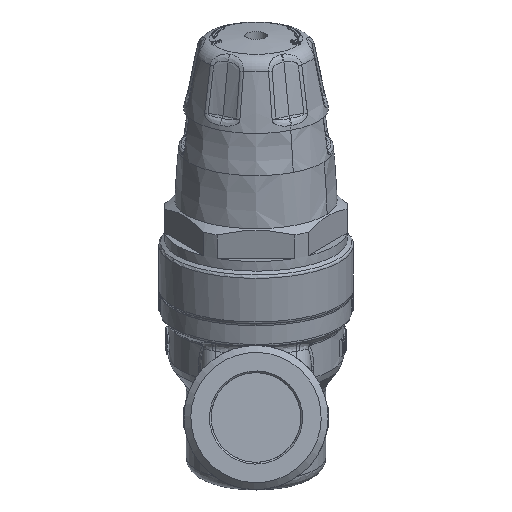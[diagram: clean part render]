
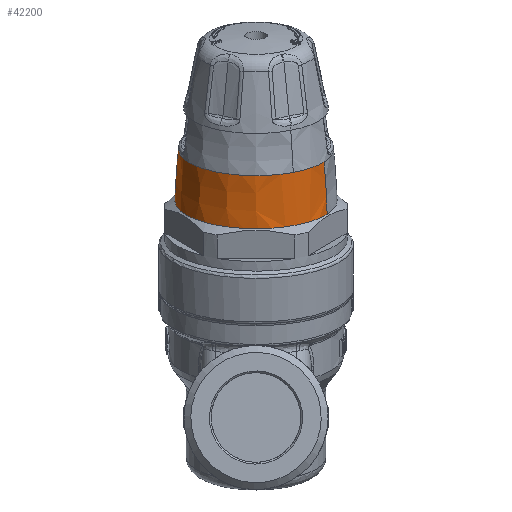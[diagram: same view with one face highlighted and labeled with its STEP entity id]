
A CAD part, front view. The second image highlights one B-rep face of the part: STEP entity #42200.
In plain terms, the highlighted free-form (B-spline) face has degree [3, 2] with [4, 11] control points.
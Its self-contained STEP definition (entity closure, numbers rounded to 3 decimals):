
#33=(
BOUNDED_SURFACE()
B_SPLINE_SURFACE(3,2,((#90051,#90052,#90053,#90054,#90055,#90056,#90057,
#90058,#90059,#90060,#90061),(#90062,#90063,#90064,#90065,#90066,#90067,
#90068,#90069,#90070,#90071,#90072),(#90073,#90074,#90075,#90076,#90077,
#90078,#90079,#90080,#90081,#90082,#90083),(#90084,#90085,#90086,#90087,
#90088,#90089,#90090,#90091,#90092,#90093,#90094)),.UNSPECIFIED.,.F.,.T.,
 .F.)
B_SPLINE_SURFACE_WITH_KNOTS((4,4),(3,2,2,2,2,3),(7.588,23.622),
(5.77,6.283,7.854,9.425,10.996,
12.053),.UNSPECIFIED.)
GEOMETRIC_REPRESENTATION_ITEM()
RATIONAL_B_SPLINE_SURFACE(((0.871,0.904,1.,0.707,
1.,0.707,1.,0.707,1.,0.803,0.871),
(0.871,0.904,1.,0.707,1.,0.707,
1.,0.707,1.,0.803,0.871),(0.871,
0.904,1.,0.707,1.,0.707,1.,0.707,
1.,0.803,0.871),(0.871,0.904,
1.,0.707,1.,0.707,1.,0.707,1.,0.803,
0.871)))
REPRESENTATION_ITEM('')
SURFACE()
);
#3451=CIRCLE('',#46887,0.886);
#3453=CIRCLE('',#46889,0.886);
#3519=CIRCLE('',#47035,0.925);
#3520=CIRCLE('',#47036,9.843);
#3521=CIRCLE('',#47037,9.843);
#7034=FACE_OUTER_BOUND('',#9671,.T.);
#9671=EDGE_LOOP('',(#36350,#36351,#36352,#36353,#36354));
#19209=VERTEX_POINT('',#86988);
#19210=VERTEX_POINT('',#86990);
#19211=VERTEX_POINT('',#87037);
#19339=VERTEX_POINT('',#90095);
#19340=VERTEX_POINT('',#90096);
#24921=EDGE_CURVE('',#19209,#19210,#3451,.T.);
#24923=EDGE_CURVE('',#19210,#19211,#3453,.T.);
#25125=EDGE_CURVE('',#19339,#19340,#3519,.T.);
#25126=EDGE_CURVE('',#19339,#19211,#3520,.T.);
#25127=EDGE_CURVE('',#19340,#19209,#3521,.T.);
#36350=ORIENTED_EDGE('',*,*,#25125,.F.);
#36351=ORIENTED_EDGE('',*,*,#25126,.T.);
#36352=ORIENTED_EDGE('',*,*,#24923,.F.);
#36353=ORIENTED_EDGE('',*,*,#24921,.F.);
#36354=ORIENTED_EDGE('',*,*,#25127,.F.);
#42200=ADVANCED_FACE('',(#7034),#33,.F.);
#46887=AXIS2_PLACEMENT_3D('',#86991,#58006,#58007);
#46889=AXIS2_PLACEMENT_3D('',#87038,#58010,#58011);
#47035=AXIS2_PLACEMENT_3D('',#90097,#58343,#58344);
#47036=AXIS2_PLACEMENT_3D('',#90098,#58345,#58346);
#47037=AXIS2_PLACEMENT_3D('',#90099,#58347,#58348);
#58006=DIRECTION('center_axis',(0.,-0.342,0.94));
#58007=DIRECTION('ref_axis',(-1.,0.,0.));
#58010=DIRECTION('center_axis',(0.,-0.342,0.94));
#58011=DIRECTION('ref_axis',(-1.,0.,0.));
#58343=DIRECTION('center_axis',(0.,0.342,-0.94));
#58344=DIRECTION('ref_axis',(1.,0.,0.));
#58345=DIRECTION('center_axis',(-0.479,-0.825,-0.3));
#58346=DIRECTION('ref_axis',(0.874,-0.481,-0.075));
#58347=DIRECTION('center_axis',(0.479,0.825,0.3));
#58348=DIRECTION('ref_axis',(-0.874,0.416,0.252));
#86988=CARTESIAN_POINT('',(-0.777,-0.673,3.091));
#86990=CARTESIAN_POINT('',(0.425,-1.803,2.679));
#86991=CARTESIAN_POINT('Origin',(0.,-1.072,2.945));
#87037=CARTESIAN_POINT('',(0.777,-1.471,2.8));
#87038=CARTESIAN_POINT('Origin',(0.,-1.072,2.945));
#90051=CARTESIAN_POINT('Ctrl Pts',(-0.812,-0.44,
2.505));
#90052=CARTESIAN_POINT('Ctrl Pts',(-0.925,-0.635,
2.434));
#90053=CARTESIAN_POINT('Ctrl Pts',(-0.925,-0.857,
2.353));
#90054=CARTESIAN_POINT('Ctrl Pts',(-0.925,-1.726,
2.037));
#90055=CARTESIAN_POINT('Ctrl Pts',(0.,-1.726,
2.037));
#90056=CARTESIAN_POINT('Ctrl Pts',(0.925,-1.726,
2.037));
#90057=CARTESIAN_POINT('Ctrl Pts',(0.925,-0.857,
2.353));
#90058=CARTESIAN_POINT('Ctrl Pts',(0.925,0.013,
2.67));
#90059=CARTESIAN_POINT('Ctrl Pts',(0.,0.013,
2.67));
#90060=CARTESIAN_POINT('Ctrl Pts',(-0.549,0.013,
2.67));
#90061=CARTESIAN_POINT('Ctrl Pts',(-0.812,-0.44,
2.505));
#90062=CARTESIAN_POINT('Ctrl Pts',(-0.806,-0.515,
2.702));
#90063=CARTESIAN_POINT('Ctrl Pts',(-0.919,-0.708,
2.631));
#90064=CARTESIAN_POINT('Ctrl Pts',(-0.919,-0.929,
2.551));
#90065=CARTESIAN_POINT('Ctrl Pts',(-0.919,-1.792,
2.237));
#90066=CARTESIAN_POINT('Ctrl Pts',(0.,-1.792,
2.237));
#90067=CARTESIAN_POINT('Ctrl Pts',(0.919,-1.792,
2.237));
#90068=CARTESIAN_POINT('Ctrl Pts',(0.919,-0.929,
2.551));
#90069=CARTESIAN_POINT('Ctrl Pts',(0.919,-0.065,
2.865));
#90070=CARTESIAN_POINT('Ctrl Pts',(0.,-0.065,
2.865));
#90071=CARTESIAN_POINT('Ctrl Pts',(-0.545,-0.065,
2.865));
#90072=CARTESIAN_POINT('Ctrl Pts',(-0.806,-0.515,
2.702));
#90073=CARTESIAN_POINT('Ctrl Pts',(-0.795,-0.592,
2.897));
#90074=CARTESIAN_POINT('Ctrl Pts',(-0.906,-0.783,
2.828));
#90075=CARTESIAN_POINT('Ctrl Pts',(-0.906,-1.,
2.748));
#90076=CARTESIAN_POINT('Ctrl Pts',(-0.906,-1.851,
2.439));
#90077=CARTESIAN_POINT('Ctrl Pts',(0.,-1.851,
2.439));
#90078=CARTESIAN_POINT('Ctrl Pts',(0.906,-1.851,
2.439));
#90079=CARTESIAN_POINT('Ctrl Pts',(0.906,-1.,
2.748));
#90080=CARTESIAN_POINT('Ctrl Pts',(0.906,-0.149,
3.058));
#90081=CARTESIAN_POINT('Ctrl Pts',(0.,-0.149,
3.058));
#90082=CARTESIAN_POINT('Ctrl Pts',(-0.537,-0.149,
3.058));
#90083=CARTESIAN_POINT('Ctrl Pts',(-0.795,-0.592,
2.897));
#90084=CARTESIAN_POINT('Ctrl Pts',(-0.777,-0.673,
3.091));
#90085=CARTESIAN_POINT('Ctrl Pts',(-0.886,-0.859,
3.023));
#90086=CARTESIAN_POINT('Ctrl Pts',(-0.886,-1.072,
2.945));
#90087=CARTESIAN_POINT('Ctrl Pts',(-0.886,-1.904,
2.642));
#90088=CARTESIAN_POINT('Ctrl Pts',(0.,-1.904,
2.642));
#90089=CARTESIAN_POINT('Ctrl Pts',(0.886,-1.904,
2.642));
#90090=CARTESIAN_POINT('Ctrl Pts',(0.886,-1.072,
2.945));
#90091=CARTESIAN_POINT('Ctrl Pts',(0.886,-0.24,
3.248));
#90092=CARTESIAN_POINT('Ctrl Pts',(0.,-0.24,
3.248));
#90093=CARTESIAN_POINT('Ctrl Pts',(-0.525,-0.24,
3.248));
#90094=CARTESIAN_POINT('Ctrl Pts',(-0.777,-0.673,
3.091));
#90095=CARTESIAN_POINT('',(0.812,-1.273,2.202));
#90096=CARTESIAN_POINT('',(-0.812,-0.44,2.505));
#90097=CARTESIAN_POINT('Origin',(0.,-0.857,
2.353));
#90098=CARTESIAN_POINT('Origin',(-7.822,3.261,3.534));
#90099=CARTESIAN_POINT('Origin',(7.822,-4.77,0.611));
